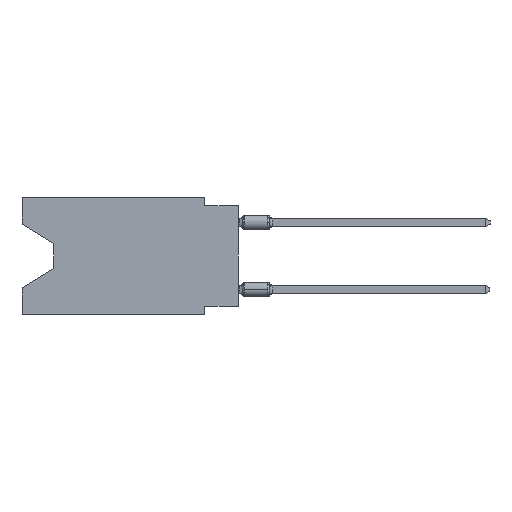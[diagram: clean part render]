
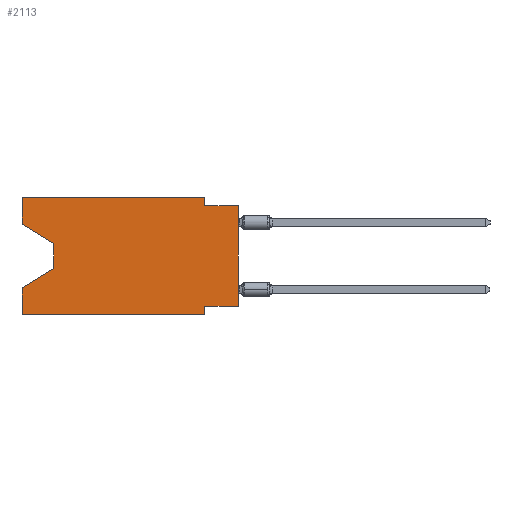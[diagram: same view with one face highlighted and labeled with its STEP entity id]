
A CAD part, left-side view. The second image highlights one B-rep face of the part: STEP entity #2113.
In plain terms, the highlighted planar face has unit normal (-1, 0, 0).
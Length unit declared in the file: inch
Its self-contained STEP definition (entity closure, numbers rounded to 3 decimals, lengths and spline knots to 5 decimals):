
#297 = VECTOR ( 'NONE', #3472, 39.37008 ) ;
#315 = CARTESIAN_POINT ( 'NONE',  ( 0., 0., -0.325 ) ) ;
#474 = CARTESIAN_POINT ( 'NONE',  ( 0., 0.645, 0. ) ) ;
#835 = CARTESIAN_POINT ( 'NONE',  ( 0., 0., -0.025 ) ) ;
#976 = CARTESIAN_POINT ( 'NONE',  ( 0., 0.1, -0.325 ) ) ;
#1654 = VECTOR ( 'NONE', #2142, 39.37008 ) ;
#1823 = CARTESIAN_POINT ( 'NONE',  ( 0., 0.645, -0.26975 ) ) ;
#2001 = CARTESIAN_POINT ( 'NONE',  ( 0., 0.1, -0.35 ) ) ;
#2080 = DIRECTION ( 'NONE',  ( 0., 0., 1. ) ) ;
#2113 = ADVANCED_FACE ( 'NONE', ( #8786 ), #20253, .F. ) ;
#2142 = DIRECTION ( 'NONE',  ( 0., 0., -1. ) ) ;
#2151 = CARTESIAN_POINT ( 'NONE',  ( 0., 0.645, -0.35 ) ) ;
#2336 = CARTESIAN_POINT ( 'NONE',  ( 0., 0.645, 0. ) ) ;
#2572 = CARTESIAN_POINT ( 'NONE',  ( 0., 0.1, -0.35 ) ) ;
#2581 = VECTOR ( 'NONE', #12351, 39.37008 ) ;
#2904 = CARTESIAN_POINT ( 'NONE',  ( 0., 0.1, -0.025 ) ) ;
#3472 = DIRECTION ( 'NONE',  ( 0., 0., -1. ) ) ;
#3873 = CARTESIAN_POINT ( 'NONE',  ( 0., 0.645, -0.08025 ) ) ;
#4383 = VERTEX_POINT ( 'NONE', #835 ) ;
#4387 = LINE ( 'NONE', #18540, #20312 ) ;
#5567 = DIRECTION ( 'NONE',  ( 0., 0., 1. ) ) ;
#6117 = DIRECTION ( 'NONE',  ( 0., -0.855, -0.519 ) ) ;
#6560 = DIRECTION ( 'NONE',  ( 1., 0., 0. ) ) ;
#6716 = ORIENTED_EDGE ( 'NONE', *, *, #21306, .F. ) ;
#6769 = VERTEX_POINT ( 'NONE', #315 ) ;
#7240 = VERTEX_POINT ( 'NONE', #14595 ) ;
#7495 = VECTOR ( 'NONE', #26331, 39.37008 ) ;
#7652 = CARTESIAN_POINT ( 'NONE',  ( 0., 0.55, -0.138 ) ) ;
#8708 = LINE ( 'NONE', #2151, #12735 ) ;
#8786 = FACE_OUTER_BOUND ( 'NONE', #20605, .T. ) ;
#9457 = ORIENTED_EDGE ( 'NONE', *, *, #14180, .F. ) ;
#9750 = LINE ( 'NONE', #7652, #18836 ) ;
#10208 = VECTOR ( 'NONE', #27288, 39.37008 ) ;
#10239 = ORIENTED_EDGE ( 'NONE', *, *, #21158, .F. ) ;
#10318 = CARTESIAN_POINT ( 'NONE',  ( 0., 0.1, 0. ) ) ;
#10516 = LINE ( 'NONE', #24692, #7495 ) ;
#11617 = EDGE_CURVE ( 'NONE', #6769, #4383, #15329, .T. ) ;
#12351 = DIRECTION ( 'NONE',  ( 0., -1., 0. ) ) ;
#12735 = VECTOR ( 'NONE', #17781, 39.37008 ) ;
#13008 = EDGE_CURVE ( 'NONE', #15828, #7240, #9750, .T. ) ;
#13153 = LINE ( 'NONE', #2001, #1654 ) ;
#13154 = EDGE_CURVE ( 'NONE', #22258, #28307, #28656, .T. ) ;
#13324 = ORIENTED_EDGE ( 'NONE', *, *, #28431, .F. ) ;
#14130 = VERTEX_POINT ( 'NONE', #22730 ) ;
#14180 = EDGE_CURVE ( 'NONE', #6769, #21234, #4387, .T. ) ;
#14595 = CARTESIAN_POINT ( 'NONE',  ( 0., 0.55, -0.212 ) ) ;
#14792 = ORIENTED_EDGE ( 'NONE', *, *, #25647, .T. ) ;
#15329 = LINE ( 'NONE', #28753, #17547 ) ;
#15454 = VECTOR ( 'NONE', #23922, 39.37008 ) ;
#15650 = DIRECTION ( 'NONE',  ( 0., 0., -1. ) ) ;
#15778 = ORIENTED_EDGE ( 'NONE', *, *, #13154, .F. ) ;
#15828 = VERTEX_POINT ( 'NONE', #26544 ) ;
#16877 = LINE ( 'NONE', #25987, #27030 ) ;
#16892 = EDGE_CURVE ( 'NONE', #14130, #15828, #17863, .T. ) ;
#17151 = ORIENTED_EDGE ( 'NONE', *, *, #13008, .T. ) ;
#17332 = ORIENTED_EDGE ( 'NONE', *, *, #11617, .T. ) ;
#17547 = VECTOR ( 'NONE', #2080, 39.37008 ) ;
#17781 = DIRECTION ( 'NONE',  ( 0., -1., 0. ) ) ;
#17863 = LINE ( 'NONE', #3873, #23472 ) ;
#18168 = LINE ( 'NONE', #474, #10208 ) ;
#18379 = VERTEX_POINT ( 'NONE', #2572 ) ;
#18540 = CARTESIAN_POINT ( 'NONE',  ( 0., 0., -0.325 ) ) ;
#18836 = VECTOR ( 'NONE', #19123, 39.37008 ) ;
#19123 = DIRECTION ( 'NONE',  ( 0., 0., -1. ) ) ;
#19672 = CARTESIAN_POINT ( 'NONE',  ( 0., 0.645, 0. ) ) ;
#19949 = ORIENTED_EDGE ( 'NONE', *, *, #20111, .F. ) ;
#20111 = EDGE_CURVE ( 'NONE', #28307, #4383, #21453, .T. ) ;
#20253 = PLANE ( 'NONE',  #25563 ) ;
#20312 = VECTOR ( 'NONE', #25248, 39.37008 ) ;
#20605 = EDGE_LOOP ( 'NONE', ( #20868, #17151, #14792, #27592, #22942, #6716, #9457, #17332, #19949, #15778, #10239, #13324 ) ) ;
#20643 = EDGE_CURVE ( 'NONE', #28242, #21672, #18168, .T. ) ;
#20868 = ORIENTED_EDGE ( 'NONE', *, *, #16892, .T. ) ;
#21158 = EDGE_CURVE ( 'NONE', #28459, #22258, #23641, .T. ) ;
#21234 = VERTEX_POINT ( 'NONE', #976 ) ;
#21306 = EDGE_CURVE ( 'NONE', #21234, #18379, #13153, .T. ) ;
#21453 = LINE ( 'NONE', #28585, #2581 ) ;
#21672 = VERTEX_POINT ( 'NONE', #1823 ) ;
#22258 = VERTEX_POINT ( 'NONE', #27256 ) ;
#22730 = CARTESIAN_POINT ( 'NONE',  ( 0., 0.645, -0.08025 ) ) ;
#22942 = ORIENTED_EDGE ( 'NONE', *, *, #28835, .T. ) ;
#23472 = VECTOR ( 'NONE', #6117, 39.37008 ) ;
#23641 = LINE ( 'NONE', #28380, #15454 ) ;
#23922 = DIRECTION ( 'NONE',  ( 0., -1., 0. ) ) ;
#24692 = CARTESIAN_POINT ( 'NONE',  ( 0., 0.55, -0.212 ) ) ;
#25248 = DIRECTION ( 'NONE',  ( 0., 1., 0. ) ) ;
#25563 = AXIS2_PLACEMENT_3D ( 'NONE', #19672, #6560, #15650 ) ;
#25647 = EDGE_CURVE ( 'NONE', #7240, #21672, #10516, .T. ) ;
#25987 = CARTESIAN_POINT ( 'NONE',  ( 0., 0.645, 0. ) ) ;
#26243 = CARTESIAN_POINT ( 'NONE',  ( 0., 0.645, -0.35 ) ) ;
#26331 = DIRECTION ( 'NONE',  ( 0., 0.855, -0.519 ) ) ;
#26544 = CARTESIAN_POINT ( 'NONE',  ( 0., 0.55, -0.138 ) ) ;
#27030 = VECTOR ( 'NONE', #5567, 39.37008 ) ;
#27256 = CARTESIAN_POINT ( 'NONE',  ( 0., 0.1, 0. ) ) ;
#27288 = DIRECTION ( 'NONE',  ( 0., 0., 1. ) ) ;
#27592 = ORIENTED_EDGE ( 'NONE', *, *, #20643, .F. ) ;
#28242 = VERTEX_POINT ( 'NONE', #26243 ) ;
#28307 = VERTEX_POINT ( 'NONE', #2904 ) ;
#28380 = CARTESIAN_POINT ( 'NONE',  ( 0., 0.645, 0. ) ) ;
#28431 = EDGE_CURVE ( 'NONE', #14130, #28459, #16877, .T. ) ;
#28459 = VERTEX_POINT ( 'NONE', #2336 ) ;
#28585 = CARTESIAN_POINT ( 'NONE',  ( 0., 0., -0.025 ) ) ;
#28656 = LINE ( 'NONE', #10318, #297 ) ;
#28753 = CARTESIAN_POINT ( 'NONE',  ( 0., 0., 0. ) ) ;
#28835 = EDGE_CURVE ( 'NONE', #28242, #18379, #8708, .T. ) ;
